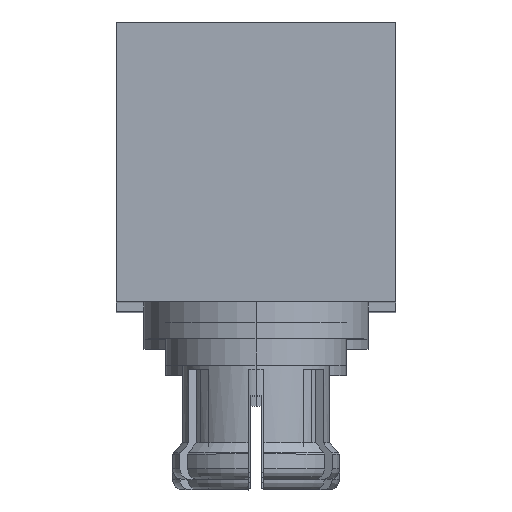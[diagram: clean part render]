
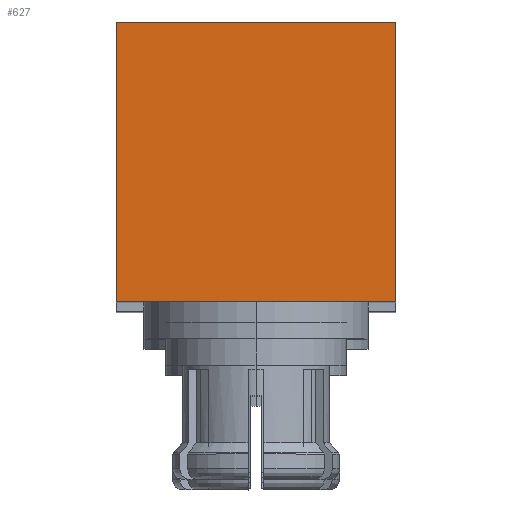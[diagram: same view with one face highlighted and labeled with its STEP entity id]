
A CAD part, top view. The second image highlights one B-rep face of the part: STEP entity #627.
In plain terms, the highlighted face is planar.
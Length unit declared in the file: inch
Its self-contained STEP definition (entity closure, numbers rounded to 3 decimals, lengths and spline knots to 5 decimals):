
#24 = ORIENTED_EDGE ( 'NONE', *, *, #81, .F. ) ;
#81 = EDGE_CURVE ( 'NONE', #2062, #4289, #1406, .T. ) ;
#346 = EDGE_CURVE ( 'NONE', #3711, #2062, #1652, .T. ) ;
#567 = EDGE_CURVE ( 'NONE', #827, #4289, #2054, .T. ) ;
#627 = ADVANCED_FACE ( 'NONE', ( #1458 ), #1781, .T. ) ;
#634 = ORIENTED_EDGE ( 'NONE', *, *, #346, .F. ) ;
#746 = VECTOR ( 'NONE', #2799, 39.37008 ) ;
#822 = CARTESIAN_POINT ( 'NONE',  ( -1.13982, -0.20964, 0.05256 ) ) ;
#827 = VERTEX_POINT ( 'NONE', #1407 ) ;
#1097 = EDGE_CURVE ( 'NONE', #3711, #827, #4245, .T. ) ;
#1136 = CARTESIAN_POINT ( 'NONE',  ( -1.13982, -0.20964, 0.05256 ) ) ;
#1146 = CARTESIAN_POINT ( 'NONE',  ( -1.13982, -0.10452, -0.05256 ) ) ;
#1323 = ORIENTED_EDGE ( 'NONE', *, *, #1097, .T. ) ;
#1385 = CARTESIAN_POINT ( 'NONE',  ( -1.13982, -0.20964, 0.05256 ) ) ;
#1388 = CARTESIAN_POINT ( 'NONE',  ( -1.13982, 0., -0.05256 ) ) ;
#1406 = LINE ( 'NONE', #1388, #2156 ) ;
#1407 = CARTESIAN_POINT ( 'NONE',  ( -1.13982, -0.10452, 0.05256 ) ) ;
#1458 = FACE_OUTER_BOUND ( 'NONE', #2613, .T. ) ;
#1652 = LINE ( 'NONE', #3001, #3505 ) ;
#1781 = PLANE ( 'NONE',  #2845 ) ;
#2054 = LINE ( 'NONE', #3855, #746 ) ;
#2062 = VERTEX_POINT ( 'NONE', #4165 ) ;
#2156 = VECTOR ( 'NONE', #2404, 39.37008 ) ;
#2404 = DIRECTION ( 'NONE',  ( 0., 1., 0. ) ) ;
#2613 = EDGE_LOOP ( 'NONE', ( #3930, #24, #634, #1323 ) ) ;
#2638 = DIRECTION ( 'NONE',  ( 0., 0., -1. ) ) ;
#2703 = VECTOR ( 'NONE', #3903, 39.37008 ) ;
#2799 = DIRECTION ( 'NONE',  ( 0., 0., -1. ) ) ;
#2845 = AXIS2_PLACEMENT_3D ( 'NONE', #822, #3521, #3590 ) ;
#3001 = CARTESIAN_POINT ( 'NONE',  ( -1.13982, -0.20964, 0.05256 ) ) ;
#3505 = VECTOR ( 'NONE', #2638, 39.37008 ) ;
#3521 = DIRECTION ( 'NONE',  ( -1., 0., 0. ) ) ;
#3590 = DIRECTION ( 'NONE',  ( 0., 0., 1. ) ) ;
#3711 = VERTEX_POINT ( 'NONE', #1385 ) ;
#3855 = CARTESIAN_POINT ( 'NONE',  ( -1.13982, -0.10452, 0.05256 ) ) ;
#3903 = DIRECTION ( 'NONE',  ( 0., 1., 0. ) ) ;
#3930 = ORIENTED_EDGE ( 'NONE', *, *, #567, .T. ) ;
#4165 = CARTESIAN_POINT ( 'NONE',  ( -1.13982, -0.20964, -0.05256 ) ) ;
#4245 = LINE ( 'NONE', #1136, #2703 ) ;
#4289 = VERTEX_POINT ( 'NONE', #1146 ) ;
